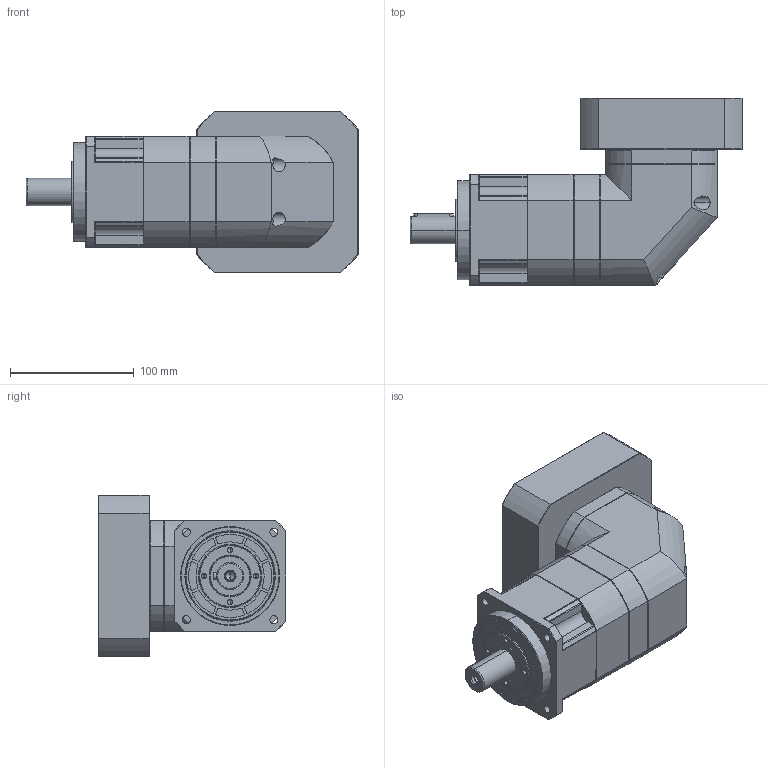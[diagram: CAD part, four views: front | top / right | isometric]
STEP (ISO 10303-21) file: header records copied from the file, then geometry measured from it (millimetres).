
FILE_DESCRIPTION((''),'2;1');
FILE_NAME('TMR90L2-110-24-45-0001_ASM','2024-06-11T14:45:24',('mayn'),(''),'CREO PARAMETRIC BY PTC INC, 2020053','CREO PARAMETRIC BY PTC INC, 2020053','');
FILE_SCHEMA(('CONFIG_CONTROL_DESIGN'));
Length unit declared in the file: millimetre
Products named in the file (20): HEXAGON_SOCKET_HEAD_CAP_SC-8126; SPRING_LOCK_WASHERS--NORM-18920; TM90_D110-M8-145F10001; TMR90240001; __1_10001; 5_100; _KB900001_ASM; HEXAGON_SOCKET_HEAD_CAP_S-18975; HEXAGON_SOCKET_HEAD_CAP_S-19031; 900001; SPRING_LOCK_WASHERS--NORMA-8179; 900002; HEX_SOCKET_SET_SCREWS_WITH_FL_1; 900003; HEXAGON_SOCKET_HEAD_CAP_S-29807; 40X50X5_100; 900004; MR900003; TMR90L2-110-24-45-0002_ASM; TMR90L2-110-24-45-0001_ASM
Assembly tree (45 placements, depth 4):
  TMR90L2-110-24-45-0001_ASM
    TMR90L2-110-24-45-0002_ASM
      HEXAGON_SOCKET_HEAD_CAP_SC-8126  x6
      SPRING_LOCK_WASHERS--NORM-18920  x12
      TM90_D110-M8-145F10001
      TMR90240001
      _KB900001_ASM
        __1_10001
        5_100
      HEXAGON_SOCKET_HEAD_CAP_S-18975  x3
      HEXAGON_SOCKET_HEAD_CAP_S-19031  x6
      900001
      SPRING_LOCK_WASHERS--NORMA-8179  x4
      900002
      HEX_SOCKET_SET_SCREWS_WITH_FL_1
      900003
      HEXAGON_SOCKET_HEAD_CAP_S-29807
      40X50X5_100
      900004
      MR900003
Bounding box: 268 x 151.5 x 130 mm (x, y, z)
Volume: 1905954.7 mm3; surface area: 276335.7 mm2
Topology: 43 solids, 43 shells, 1291 faces, 3207 edges, 2024 vertices
Faces by surface type: cylinder 549, plane 519, cone 175, torus 48
Entity records: 27544 total; most frequent: CARTESIAN_POINT 5302, DIRECTION 5023, ORIENTED_EDGE 4338, EDGE_CURVE 2169, AXIS2_PLACEMENT_3D 2044, VERTEX_POINT 1404, CIRCLE 1084, EDGE_LOOP 999
